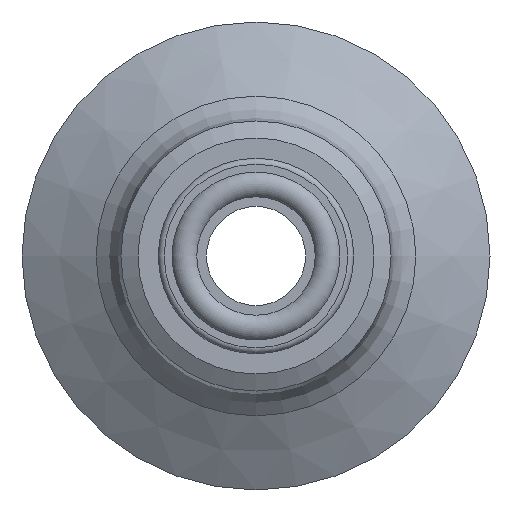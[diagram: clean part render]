
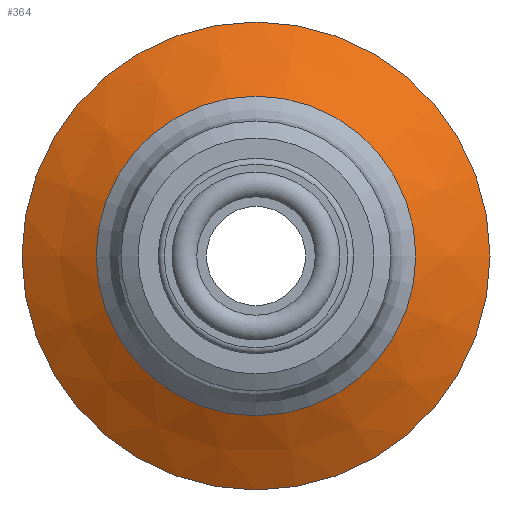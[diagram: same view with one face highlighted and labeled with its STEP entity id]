
A CAD part, left-side view. The second image highlights one B-rep face of the part: STEP entity #364.
In plain terms, the highlighted conical face has half-angle 60 degrees and reference radius 11.817 mm.
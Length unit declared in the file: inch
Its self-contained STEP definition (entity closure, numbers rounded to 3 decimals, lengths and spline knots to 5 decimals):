
#21=CONICAL_SURFACE('',#414,0.46525,60.);
#92=FACE_BOUND('',#160,.T.);
#118=FACE_OUTER_BOUND('',#159,.T.);
#159=EDGE_LOOP('',(#326));
#160=EDGE_LOOP('',(#327));
#189=CIRCLE('',#411,0.403);
#191=CIRCLE('',#415,0.59);
#220=VERTEX_POINT('',#621);
#222=VERTEX_POINT('',#627);
#257=EDGE_CURVE('',#220,#220,#189,.T.);
#259=EDGE_CURVE('',#222,#222,#191,.T.);
#326=ORIENTED_EDGE('',*,*,#259,.F.);
#327=ORIENTED_EDGE('',*,*,#257,.F.);
#364=ADVANCED_FACE('',(#118,#92),#21,.T.);
#411=AXIS2_PLACEMENT_3D('',#622,#512,#513);
#414=AXIS2_PLACEMENT_3D('',#626,#518,#519);
#415=AXIS2_PLACEMENT_3D('',#628,#520,#521);
#512=DIRECTION('center_axis',(-1.,0.,0.));
#513=DIRECTION('ref_axis',(0.,1.,0.));
#518=DIRECTION('center_axis',(1.,0.,0.));
#519=DIRECTION('ref_axis',(0.,-1.,0.));
#520=DIRECTION('center_axis',(1.,0.,0.));
#521=DIRECTION('ref_axis',(0.,-1.,0.));
#621=CARTESIAN_POINT('',(-0.29292,-0.403,0.));
#622=CARTESIAN_POINT('Origin',(-0.29292,0.,
0.));
#626=CARTESIAN_POINT('Origin',(-0.25698,0.,
0.));
#627=CARTESIAN_POINT('',(-0.18495,-0.59,0.));
#628=CARTESIAN_POINT('Origin',(-0.18495,0.,
0.));
